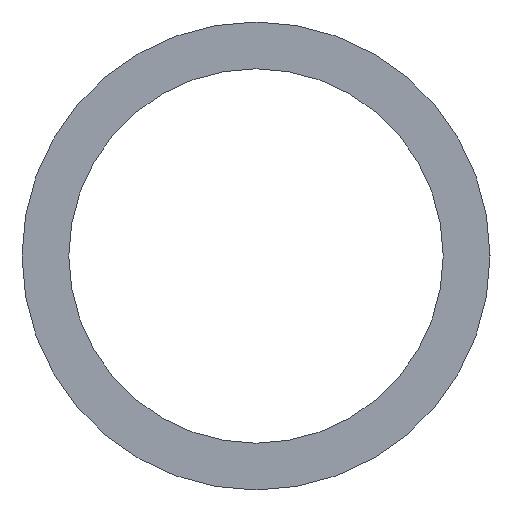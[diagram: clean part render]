
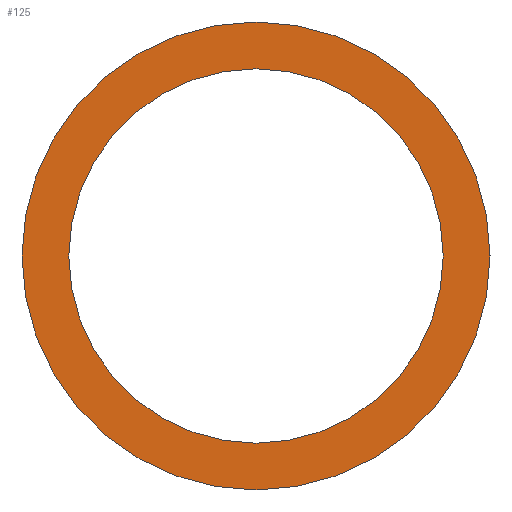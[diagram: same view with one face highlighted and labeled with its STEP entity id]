
A CAD part, left-side view. The second image highlights one B-rep face of the part: STEP entity #125.
In plain terms, the highlighted planar face has unit normal (-1, 0, 0).
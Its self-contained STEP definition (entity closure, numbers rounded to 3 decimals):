
#4 = EDGE_LOOP ( 'NONE', ( #204, #73 ) ) ;
#8 = EDGE_LOOP ( 'NONE', ( #165, #68 ) ) ;
#17 = EDGE_CURVE ( 'NONE', #101, #92, #81, .T. ) ;
#24 = EDGE_CURVE ( 'NONE', #92, #101, #67, .T. ) ;
#31 = CARTESIAN_POINT ( 'NONE',  ( -205., 0., 0. ) ) ;
#32 = AXIS2_PLACEMENT_3D ( 'NONE', #38, #64, #121 ) ;
#38 = CARTESIAN_POINT ( 'NONE',  ( -205., 0., 0. ) ) ;
#52 = DIRECTION ( 'NONE',  ( 0., 1., 0. ) ) ;
#61 = CARTESIAN_POINT ( 'NONE',  ( -205., -5., 0. ) ) ;
#64 = DIRECTION ( 'NONE',  ( 1., 0., 0. ) ) ;
#65 = FACE_BOUND ( 'NONE', #8, .T. ) ;
#67 = CIRCLE ( 'NONE', #208, 5. ) ;
#68 = ORIENTED_EDGE ( 'NONE', *, *, #168, .T. ) ;
#73 = ORIENTED_EDGE ( 'NONE', *, *, #24, .F. ) ;
#79 = DIRECTION ( 'NONE',  ( 1., 0., 0. ) ) ;
#81 = CIRCLE ( 'NONE', #143, 5. ) ;
#84 = CARTESIAN_POINT ( 'NONE',  ( -205., -4., 0. ) ) ;
#92 = VERTEX_POINT ( 'NONE', #249 ) ;
#101 = VERTEX_POINT ( 'NONE', #61 ) ;
#103 = CIRCLE ( 'NONE', #129, 4. ) ;
#121 = DIRECTION ( 'NONE',  ( 0., 1., 0. ) ) ;
#125 = ADVANCED_FACE ( 'NONE', ( #65, #210 ), #242, .F. ) ;
#129 = AXIS2_PLACEMENT_3D ( 'NONE', #241, #199, #52 ) ;
#135 = DIRECTION ( 'NONE',  ( 1., 0., 0. ) ) ;
#136 = DIRECTION ( 'NONE',  ( 0., 1., 0. ) ) ;
#142 = DIRECTION ( 'NONE',  ( 1., 0., 0. ) ) ;
#143 = AXIS2_PLACEMENT_3D ( 'NONE', #213, #135, #136 ) ;
#144 = AXIS2_PLACEMENT_3D ( 'NONE', #31, #142, #171 ) ;
#155 = VERTEX_POINT ( 'NONE', #84 ) ;
#156 = VERTEX_POINT ( 'NONE', #157 ) ;
#157 = CARTESIAN_POINT ( 'NONE',  ( -205., 4., 0. ) ) ;
#159 = EDGE_CURVE ( 'NONE', #156, #155, #244, .T. ) ;
#165 = ORIENTED_EDGE ( 'NONE', *, *, #159, .T. ) ;
#168 = EDGE_CURVE ( 'NONE', #155, #156, #103, .T. ) ;
#171 = DIRECTION ( 'NONE',  ( 0., 1., 0. ) ) ;
#199 = DIRECTION ( 'NONE',  ( 1., 0., 0. ) ) ;
#204 = ORIENTED_EDGE ( 'NONE', *, *, #17, .F. ) ;
#208 = AXIS2_PLACEMENT_3D ( 'NONE', #212, #79, #215 ) ;
#210 = FACE_OUTER_BOUND ( 'NONE', #4, .T. ) ;
#212 = CARTESIAN_POINT ( 'NONE',  ( -205., 0., 0. ) ) ;
#213 = CARTESIAN_POINT ( 'NONE',  ( -205., 0., 0. ) ) ;
#215 = DIRECTION ( 'NONE',  ( 0., 1., 0. ) ) ;
#241 = CARTESIAN_POINT ( 'NONE',  ( -205., 0., 0. ) ) ;
#242 = PLANE ( 'NONE',  #32 ) ;
#244 = CIRCLE ( 'NONE', #144, 4. ) ;
#249 = CARTESIAN_POINT ( 'NONE',  ( -205., 5., 0. ) ) ;
